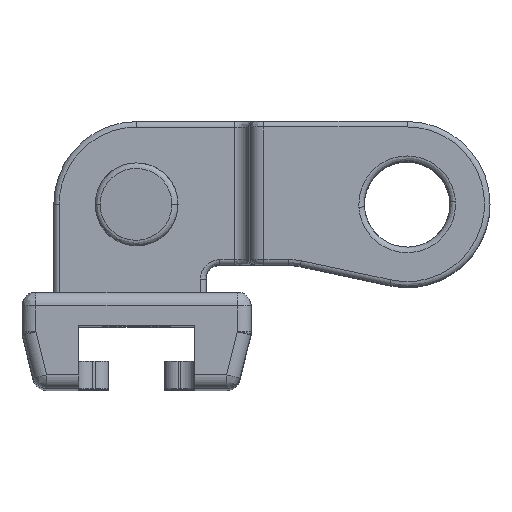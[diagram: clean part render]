
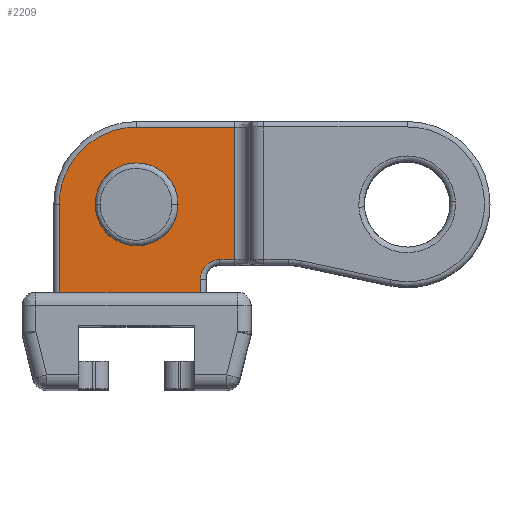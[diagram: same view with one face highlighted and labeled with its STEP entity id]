
A CAD part, top view. The second image highlights one B-rep face of the part: STEP entity #2209.
In plain terms, the highlighted planar face has unit normal (0, 0, 1).
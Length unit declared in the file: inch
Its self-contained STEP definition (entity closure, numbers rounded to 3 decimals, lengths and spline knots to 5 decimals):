
#292 = DIRECTION ( 'NONE',  ( 1., 0., 0. ) ) ;
#293 = VECTOR ( 'NONE', #292, 39.37008 ) ;
#294 = CARTESIAN_POINT ( 'NONE',  ( 0., 0.1063, 0.21654 ) ) ;
#295 = LINE ( 'NONE', #294, #293 ) ;
#778 = CARTESIAN_POINT ( 'NONE',  ( -0.1018, 0.0786, 0.21654 ) ) ;
#779 = CARTESIAN_POINT ( 'NONE',  ( -0.10184, 0.08593, 0.21654 ) ) ;
#780 = CARTESIAN_POINT ( 'NONE',  ( -0.1018, 0.0786, 0.21654 ) ) ;
#781 = B_SPLINE_CURVE_WITH_KNOTS ( 'NONE', 3,
 ( #780, #779, #807, #806, #805, #804, #803, #802 ),
 .UNSPECIFIED., .F., .F.,
 ( 4, 2, 2, 4 ),
 ( 0., 0.5, 0.75, 1. ),
 .UNSPECIFIED. ) ;
#796 = CARTESIAN_POINT ( 'NONE',  ( -0.07424, 0.1063, 0.21654 ) ) ;
#802 = CARTESIAN_POINT ( 'NONE',  ( -0.07424, 0.1063, 0.21654 ) ) ;
#803 = CARTESIAN_POINT ( 'NONE',  ( -0.07793, 0.1063, 0.21654 ) ) ;
#804 = CARTESIAN_POINT ( 'NONE',  ( -0.08145, 0.10559, 0.21654 ) ) ;
#805 = CARTESIAN_POINT ( 'NONE',  ( -0.0882, 0.10278, 0.21654 ) ) ;
#806 = CARTESIAN_POINT ( 'NONE',  ( -0.09121, 0.10077, 0.21654 ) ) ;
#807 = CARTESIAN_POINT ( 'NONE',  ( -0.09893, 0.09299, 0.21654 ) ) ;
#1336 = DIRECTION ( 'NONE',  ( -1., 0., 0. ) ) ;
#1337 = VECTOR ( 'NONE', #1336, 39.37008 ) ;
#1338 = CARTESIAN_POINT ( 'NONE',  ( 0., 0.29528, 0.21654 ) ) ;
#1339 = LINE ( 'NONE', #1338, #1337 ) ;
#1346 = VECTOR ( 'NONE', #1354, 39.37008 ) ;
#1347 = CARTESIAN_POINT ( 'NONE',  ( -0.05308, 0., 0.21654 ) ) ;
#1354 = DIRECTION ( 'NONE',  ( 0., 1., 0. ) ) ;
#1355 = LINE ( 'NONE', #1347, #1346 ) ;
#1444 = CARTESIAN_POINT ( 'NONE',  ( -0.19291, 0.29528, 0.21654 ) ) ;
#1685 = EDGE_CURVE ( 'NONE', #5581, #1742, #3791, .T. ) ;
#1742 = VERTEX_POINT ( 'NONE', #4034 ) ;
#1746 = EDGE_CURVE ( 'NONE', #1742, #1778, #4078, .T. ) ;
#1759 = EDGE_CURVE ( 'NONE', #2018, #2112, #4091, .T. ) ;
#1778 = VERTEX_POINT ( 'NONE', #4018 ) ;
#2018 = VERTEX_POINT ( 'NONE', #5298 ) ;
#2112 = VERTEX_POINT ( 'NONE', #6265 ) ;
#2117 = EDGE_CURVE ( 'NONE', #2112, #2018, #6262, .T. ) ;
#2134 = VERTEX_POINT ( 'NONE', #4008 ) ;
#2144 = ORIENTED_EDGE ( 'NONE', *, *, #1759, .T. ) ;
#2159 = EDGE_CURVE ( 'NONE', #2134, #5531, #4241, .T. ) ;
#2160 = EDGE_LOOP ( 'NONE', ( #2144, #2294 ) ) ;
#2209 = ADVANCED_FACE ( 'NONE', ( #4503, #4574 ), #4567, .T. ) ;
#2210 = EDGE_CURVE ( 'NONE', #2134, #1778, #4569, .T. ) ;
#2211 = ORIENTED_EDGE ( 'NONE', *, *, #5561, .T. ) ;
#2224 = EDGE_LOOP ( 'NONE', ( #2327, #2256, #2312, #2225, #2311, #2295, #2275, #2211 ) ) ;
#2225 = ORIENTED_EDGE ( 'NONE', *, *, #2159, .T. ) ;
#2256 = ORIENTED_EDGE ( 'NONE', *, *, #1746, .T. ) ;
#2275 = ORIENTED_EDGE ( 'NONE', *, *, #5564, .T. ) ;
#2294 = ORIENTED_EDGE ( 'NONE', *, *, #2117, .T. ) ;
#2295 = ORIENTED_EDGE ( 'NONE', *, *, #5515, .T. ) ;
#2311 = ORIENTED_EDGE ( 'NONE', *, *, #5530, .T. ) ;
#2312 = ORIENTED_EDGE ( 'NONE', *, *, #2210, .F. ) ;
#2327 = ORIENTED_EDGE ( 'NONE', *, *, #1685, .T. ) ;
#2892 = VERTEX_POINT ( 'NONE', #6802 ) ;
#3089 = VERTEX_POINT ( 'NONE', #7025 ) ;
#3764 = CARTESIAN_POINT ( 'NONE',  ( -0.24763, 0.28194, 0.21654 ) ) ;
#3765 = CARTESIAN_POINT ( 'NONE',  ( -0.23261, 0.28789, 0.21654 ) ) ;
#3766 = CARTESIAN_POINT ( 'NONE',  ( -0.23186, 0.28817, 0.21654 ) ) ;
#3767 = CARTESIAN_POINT ( 'NONE',  ( -0.23022, 0.28877, 0.21654 ) ) ;
#3791 = B_SPLINE_CURVE_WITH_KNOTS ( 'NONE', 3,
 ( #3852, #3897, #3810, #3809, #3808, #3767, #3766, #3765, #3764, #3828, #3827, #3826, #3934, #3932, #3931, #3930, #3925, #3924, #3923, #3922 ),
 .UNSPECIFIED., .F., .F.,
 ( 4, 1, 1, 1, 2, 2, 2, 1, 1, 1, 2, 2, 4 ),
 ( 0., 0.125, 0.1875, 0.21875, 0.23437, 0.25, 0.5, 0.625, 0.6875, 0.71875, 0.73437, 0.75, 1. ),
 .UNSPECIFIED. ) ;
#3808 = CARTESIAN_POINT ( 'NONE',  ( -0.22776, 0.28965, 0.21654 ) ) ;
#3809 = CARTESIAN_POINT ( 'NONE',  ( -0.22198, 0.29148, 0.21654 ) ) ;
#3810 = CARTESIAN_POINT ( 'NONE',  ( -0.21025, 0.29431, 0.21654 ) ) ;
#3826 = CARTESIAN_POINT ( 'NONE',  ( -0.28334, 0.24891, 0.21654 ) ) ;
#3827 = CARTESIAN_POINT ( 'NONE',  ( -0.27624, 0.25761, 0.21654 ) ) ;
#3828 = CARTESIAN_POINT ( 'NONE',  ( -0.26011, 0.27374, 0.21654 ) ) ;
#3852 = CARTESIAN_POINT ( 'NONE',  ( -0.19291, 0.29528, 0.21654 ) ) ;
#3897 = CARTESIAN_POINT ( 'NONE',  ( -0.19992, 0.29527, 0.21654 ) ) ;
#3922 = CARTESIAN_POINT ( 'NONE',  ( -0.30315, 0.18504, 0.21654 ) ) ;
#3923 = CARTESIAN_POINT ( 'NONE',  ( -0.30315, 0.19907, 0.21654 ) ) ;
#3924 = CARTESIAN_POINT ( 'NONE',  ( -0.30057, 0.2126, 0.21654 ) ) ;
#3925 = CARTESIAN_POINT ( 'NONE',  ( -0.29509, 0.22643, 0.21654 ) ) ;
#3930 = CARTESIAN_POINT ( 'NONE',  ( -0.2947, 0.22738, 0.21654 ) ) ;
#3931 = CARTESIAN_POINT ( 'NONE',  ( -0.29396, 0.22912, 0.21654 ) ) ;
#3932 = CARTESIAN_POINT ( 'NONE',  ( -0.29281, 0.23172, 0.21654 ) ) ;
#3934 = CARTESIAN_POINT ( 'NONE',  ( -0.28994, 0.23764, 0.21654 ) ) ;
#4008 = CARTESIAN_POINT ( 'NONE',  ( -0.1017, 0.05906, 0.21654 ) ) ;
#4012 = DIRECTION ( 'NONE',  ( 0., -1., 0. ) ) ;
#4018 = CARTESIAN_POINT ( 'NONE',  ( -0.30315, 0.05906, 0.21654 ) ) ;
#4034 = CARTESIAN_POINT ( 'NONE',  ( -0.30315, 0.18504, 0.21654 ) ) ;
#4076 = CARTESIAN_POINT ( 'NONE',  ( -0.30315, 0., 0.21654 ) ) ;
#4078 = LINE ( 'NONE', #4076, #4131 ) ;
#4083 = DIRECTION ( 'NONE',  ( 1., 0., 0. ) ) ;
#4085 = DIRECTION ( 'NONE',  ( 0., 0., -1. ) ) ;
#4087 = CARTESIAN_POINT ( 'NONE',  ( -0.19291, 0.18504, 0.21654 ) ) ;
#4089 = AXIS2_PLACEMENT_3D ( 'NONE', #4087, #4085, #4083 ) ;
#4091 = CIRCLE ( 'NONE', #4089, 0.05906 ) ;
#4131 = VECTOR ( 'NONE', #4012, 39.37008 ) ;
#4230 = DIRECTION ( 'NONE',  ( -0.005, 1., 0. ) ) ;
#4231 = VECTOR ( 'NONE', #4230, 39.37008 ) ;
#4232 = CARTESIAN_POINT ( 'NONE',  ( -0.1017, 0.05906, 0.21654 ) ) ;
#4241 = LINE ( 'NONE', #4232, #4231 ) ;
#4503 = FACE_BOUND ( 'NONE', #2160, .T. ) ;
#4562 = CARTESIAN_POINT ( 'NONE',  ( 0.3563, 0.05906, 0.21654 ) ) ;
#4563 = DIRECTION ( 'NONE',  ( 1., 0., 0. ) ) ;
#4564 = DIRECTION ( 'NONE',  ( 0., 0., 1. ) ) ;
#4565 = CARTESIAN_POINT ( 'NONE',  ( 0., 0., 0.21654 ) ) ;
#4566 = AXIS2_PLACEMENT_3D ( 'NONE', #4565, #4564, #4563 ) ;
#4567 = PLANE ( 'NONE',  #4566 ) ;
#4569 = LINE ( 'NONE', #4562, #4593 ) ;
#4574 = FACE_OUTER_BOUND ( 'NONE', #2224, .T. ) ;
#4591 = DIRECTION ( 'NONE',  ( -1., 0., 0. ) ) ;
#4593 = VECTOR ( 'NONE', #4591, 39.37008 ) ;
#5298 = CARTESIAN_POINT ( 'NONE',  ( -0.13386, 0.18504, 0.21654 ) ) ;
#5515 = EDGE_CURVE ( 'NONE', #5523, #2892, #295, .T. ) ;
#5523 = VERTEX_POINT ( 'NONE', #796 ) ;
#5530 = EDGE_CURVE ( 'NONE', #5531, #5523, #781, .T. ) ;
#5531 = VERTEX_POINT ( 'NONE', #778 ) ;
#5561 = EDGE_CURVE ( 'NONE', #3089, #5581, #1339, .T. ) ;
#5564 = EDGE_CURVE ( 'NONE', #2892, #3089, #1355, .T. ) ;
#5581 = VERTEX_POINT ( 'NONE', #1444 ) ;
#6258 = DIRECTION ( 'NONE',  ( 1., 0., 0. ) ) ;
#6259 = DIRECTION ( 'NONE',  ( 0., 0., -1. ) ) ;
#6260 = CARTESIAN_POINT ( 'NONE',  ( -0.19291, 0.18504, 0.21654 ) ) ;
#6261 = AXIS2_PLACEMENT_3D ( 'NONE', #6260, #6259, #6258 ) ;
#6262 = CIRCLE ( 'NONE', #6261, 0.05906 ) ;
#6265 = CARTESIAN_POINT ( 'NONE',  ( -0.25197, 0.18504, 0.21654 ) ) ;
#6802 = CARTESIAN_POINT ( 'NONE',  ( -0.05308, 0.1063, 0.21654 ) ) ;
#7025 = CARTESIAN_POINT ( 'NONE',  ( -0.05308, 0.29528, 0.21654 ) ) ;
